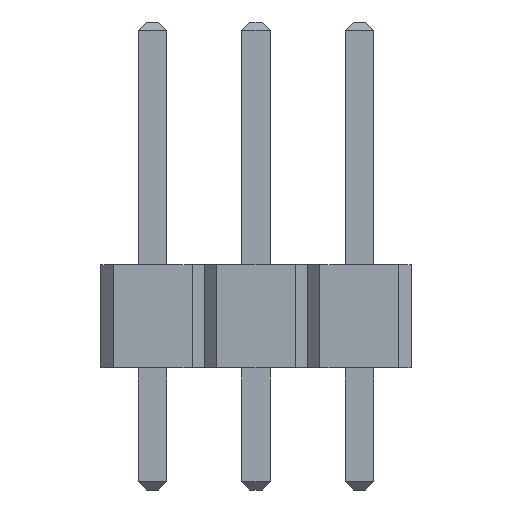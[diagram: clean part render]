
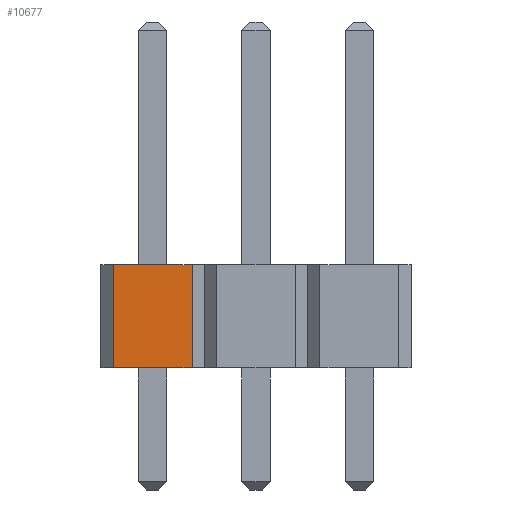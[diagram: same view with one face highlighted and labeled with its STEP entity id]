
A CAD part, front view. The second image highlights one B-rep face of the part: STEP entity #10677.
In plain terms, the highlighted planar face has unit normal (0, -1, 0).
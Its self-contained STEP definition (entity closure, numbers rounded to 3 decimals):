
#10127 = VERTEX_POINT('',#10128);
#10128 = CARTESIAN_POINT('',(-0.97,-46.99,0.));
#10134 = EDGE_CURVE('',#10135,#10127,#10137,.T.);
#10135 = VERTEX_POINT('',#10136);
#10136 = CARTESIAN_POINT('',(0.97,-46.99,0.));
#10137 = LINE('',#10138,#10139);
#10138 = CARTESIAN_POINT('',(1.27,-46.99,0.));
#10139 = VECTOR('',#10140,1.);
#10140 = DIRECTION('',(-1.,0.,0.));
#10349 = VERTEX_POINT('',#10350);
#10350 = CARTESIAN_POINT('',(-0.97,-46.99,2.54));
#10356 = EDGE_CURVE('',#10357,#10349,#10359,.T.);
#10357 = VERTEX_POINT('',#10358);
#10358 = CARTESIAN_POINT('',(0.97,-46.99,2.54));
#10359 = LINE('',#10360,#10361);
#10360 = CARTESIAN_POINT('',(1.27,-46.99,2.54));
#10361 = VECTOR('',#10362,1.);
#10362 = DIRECTION('',(-1.,0.,0.));
#10667 = EDGE_CURVE('',#10135,#10357,#10668,.T.);
#10668 = LINE('',#10669,#10670);
#10669 = CARTESIAN_POINT('',(0.97,-46.99,0.));
#10670 = VECTOR('',#10671,1.);
#10671 = DIRECTION('',(0.,0.,1.));
#10677 = ADVANCED_FACE('',(#10678),#10689,.T.);
#10678 = FACE_BOUND('',#10679,.T.);
#10679 = EDGE_LOOP('',(#10680,#10681,#10682,#10683));
#10680 = ORIENTED_EDGE('',*,*,#10134,.F.);
#10681 = ORIENTED_EDGE('',*,*,#10667,.T.);
#10682 = ORIENTED_EDGE('',*,*,#10356,.T.);
#10683 = ORIENTED_EDGE('',*,*,#10684,.F.);
#10684 = EDGE_CURVE('',#10127,#10349,#10685,.T.);
#10685 = LINE('',#10686,#10687);
#10686 = CARTESIAN_POINT('',(-0.97,-46.99,0.));
#10687 = VECTOR('',#10688,1.);
#10688 = DIRECTION('',(0.,0.,1.));
#10689 = PLANE('',#10690);
#10690 = AXIS2_PLACEMENT_3D('',#10691,#10692,#10693);
#10691 = CARTESIAN_POINT('',(1.27,-46.99,0.));
#10692 = DIRECTION('',(0.,-1.,0.));
#10693 = DIRECTION('',(-1.,0.,0.));
